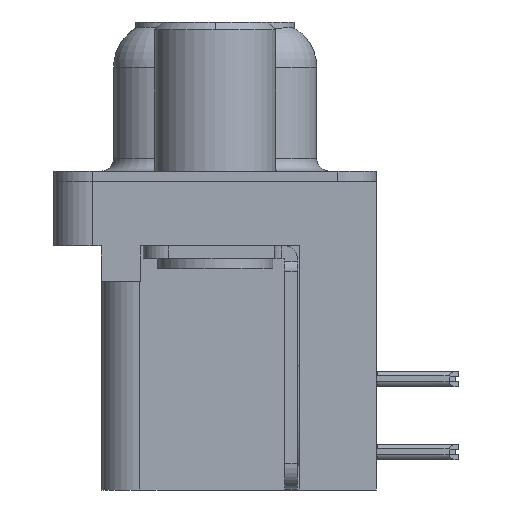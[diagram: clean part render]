
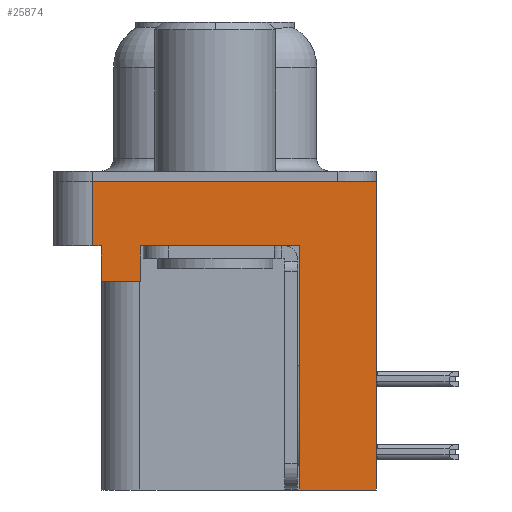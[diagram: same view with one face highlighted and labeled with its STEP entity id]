
A CAD part, left-side view. The second image highlights one B-rep face of the part: STEP entity #25874.
In plain terms, the highlighted planar face has unit normal (-1, 0, 0).
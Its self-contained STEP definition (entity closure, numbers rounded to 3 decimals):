
#33 = EDGE_CURVE ( 'NONE', #17913, #3683, #18126, .T. ) ;
#701 = CARTESIAN_POINT ( 'NONE',  ( -2.935, 2.895, -3.9 ) ) ;
#1088 = DIRECTION ( 'NONE',  ( 0., 0., 1. ) ) ;
#1105 = VECTOR ( 'NONE', #14129, 1000. ) ;
#1495 = ORIENTED_EDGE ( 'NONE', *, *, #8133, .T. ) ;
#1923 = EDGE_CURVE ( 'NONE', #15115, #24045, #27722, .T. ) ;
#2087 = DIRECTION ( 'NONE',  ( -1., 0., 0. ) ) ;
#2385 = VERTEX_POINT ( 'NONE', #22813 ) ;
#2542 = VERTEX_POINT ( 'NONE', #5406 ) ;
#3388 = VECTOR ( 'NONE', #27528, 1000. ) ;
#3480 = LINE ( 'NONE', #16514, #26886 ) ;
#3683 = VERTEX_POINT ( 'NONE', #19072 ) ;
#3700 = DIRECTION ( 'NONE',  ( 0., 1., 0. ) ) ;
#5320 = VECTOR ( 'NONE', #13248, 1000. ) ;
#5406 = CARTESIAN_POINT ( 'NONE',  ( -2.935, 2.895, -2.5 ) ) ;
#5570 = CARTESIAN_POINT ( 'NONE',  ( -2.935, -6.275, 0. ) ) ;
#5908 = DIRECTION ( 'NONE',  ( 0., 0., 1. ) ) ;
#6067 = EDGE_CURVE ( 'NONE', #12441, #6702, #10454, .T. ) ;
#6082 = CARTESIAN_POINT ( 'NONE',  ( -2.935, 4.775, -2.5 ) ) ;
#6702 = VERTEX_POINT ( 'NONE', #12830 ) ;
#6742 = ORIENTED_EDGE ( 'NONE', *, *, #21441, .F. ) ;
#7226 = VECTOR ( 'NONE', #8573, 1000. ) ;
#7276 = VECTOR ( 'NONE', #3700, 1000. ) ;
#7280 = ORIENTED_EDGE ( 'NONE', *, *, #24500, .F. ) ;
#7442 = ORIENTED_EDGE ( 'NONE', *, *, #11370, .T. ) ;
#7487 = ORIENTED_EDGE ( 'NONE', *, *, #19785, .F. ) ;
#7583 = ORIENTED_EDGE ( 'NONE', *, *, #1923, .T. ) ;
#8133 = EDGE_CURVE ( 'NONE', #17913, #6702, #28336, .T. ) ;
#8573 = DIRECTION ( 'NONE',  ( 0., 1., 0. ) ) ;
#8640 = EDGE_CURVE ( 'NONE', #18023, #2542, #3480, .T. ) ;
#8752 = CARTESIAN_POINT ( 'NONE',  ( -2.935, -6.275, -2.5 ) ) ;
#9552 = DIRECTION ( 'NONE',  ( 0., 0., 1. ) ) ;
#9555 = DIRECTION ( 'NONE',  ( 0., 0., 1. ) ) ;
#9581 = CARTESIAN_POINT ( 'NONE',  ( -2.935, 4.425, -3.9 ) ) ;
#9918 = ORIENTED_EDGE ( 'NONE', *, *, #8640, .T. ) ;
#10453 = ORIENTED_EDGE ( 'NONE', *, *, #6067, .F. ) ;
#10454 = LINE ( 'NONE', #22792, #19098 ) ;
#11196 = ORIENTED_EDGE ( 'NONE', *, *, #23534, .F. ) ;
#11370 = EDGE_CURVE ( 'NONE', #2542, #2385, #11996, .T. ) ;
#11545 = ORIENTED_EDGE ( 'NONE', *, *, #33, .F. ) ;
#11996 = LINE ( 'NONE', #8752, #20309 ) ;
#12441 = VERTEX_POINT ( 'NONE', #9581 ) ;
#12785 = LINE ( 'NONE', #14664, #7276 ) ;
#12830 = CARTESIAN_POINT ( 'NONE',  ( -2.935, 4.425, -2.5 ) ) ;
#13248 = DIRECTION ( 'NONE',  ( 0., 0., 1. ) ) ;
#13344 = CARTESIAN_POINT ( 'NONE',  ( -2.935, -6.275, -2.5 ) ) ;
#14129 = DIRECTION ( 'NONE',  ( 0., -1., 0. ) ) ;
#14224 = CARTESIAN_POINT ( 'NONE',  ( -2.935, 4.775, -2.5 ) ) ;
#14664 = CARTESIAN_POINT ( 'NONE',  ( -2.935, 4.425, -3.9 ) ) ;
#15115 = VERTEX_POINT ( 'NONE', #20570 ) ;
#16178 = VERTEX_POINT ( 'NONE', #24976 ) ;
#16514 = CARTESIAN_POINT ( 'NONE',  ( -2.935, 2.895, -3.9 ) ) ;
#16741 = FACE_OUTER_BOUND ( 'NONE', #19741, .T. ) ;
#17429 = VECTOR ( 'NONE', #9555, 1000. ) ;
#17913 = VERTEX_POINT ( 'NONE', #6082 ) ;
#18023 = VERTEX_POINT ( 'NONE', #701 ) ;
#18126 = LINE ( 'NONE', #14224, #17429 ) ;
#18321 = AXIS2_PLACEMENT_3D ( 'NONE', #26213, #2087, #19505 ) ;
#18801 = VECTOR ( 'NONE', #5908, 1000. ) ;
#19072 = CARTESIAN_POINT ( 'NONE',  ( -2.935, 4.775, 0. ) ) ;
#19098 = VECTOR ( 'NONE', #1088, 1000. ) ;
#19505 = DIRECTION ( 'NONE',  ( 0., 0., 1. ) ) ;
#19717 = CARTESIAN_POINT ( 'NONE',  ( -2.935, -6.275, 0. ) ) ;
#19741 = EDGE_LOOP ( 'NONE', ( #11196, #11545, #1495, #10453, #7487, #9918, #7442, #7280, #6742, #7583 ) ) ;
#19785 = EDGE_CURVE ( 'NONE', #18023, #12441, #12785, .T. ) ;
#20309 = VECTOR ( 'NONE', #22464, 1000. ) ;
#20312 = CARTESIAN_POINT ( 'NONE',  ( -2.935, -6.275, -2.5 ) ) ;
#20570 = CARTESIAN_POINT ( 'NONE',  ( -2.935, -6.275, -12. ) ) ;
#21441 = EDGE_CURVE ( 'NONE', #15115, #16178, #22715, .T. ) ;
#21817 = CARTESIAN_POINT ( 'NONE',  ( -2.935, -3.295, -12. ) ) ;
#22464 = DIRECTION ( 'NONE',  ( 0., -1., 0. ) ) ;
#22715 = LINE ( 'NONE', #21817, #7226 ) ;
#22792 = CARTESIAN_POINT ( 'NONE',  ( -2.935, 4.425, -3.9 ) ) ;
#22813 = CARTESIAN_POINT ( 'NONE',  ( -2.935, -3.295, -2.5 ) ) ;
#23534 = EDGE_CURVE ( 'NONE', #3683, #24045, #25023, .T. ) ;
#24045 = VERTEX_POINT ( 'NONE', #19717 ) ;
#24177 = PLANE ( 'NONE',  #18321 ) ;
#24500 = EDGE_CURVE ( 'NONE', #16178, #2385, #24632, .T. ) ;
#24632 = LINE ( 'NONE', #28359, #18801 ) ;
#24976 = CARTESIAN_POINT ( 'NONE',  ( -2.935, -3.295, -12. ) ) ;
#25023 = LINE ( 'NONE', #5570, #3388 ) ;
#25874 = ADVANCED_FACE ( 'NONE', ( #16741 ), #24177, .T. ) ;
#26213 = CARTESIAN_POINT ( 'NONE',  ( -2.935, -6.275, -2.5 ) ) ;
#26886 = VECTOR ( 'NONE', #9552, 1000. ) ;
#27528 = DIRECTION ( 'NONE',  ( 0., -1., 0. ) ) ;
#27722 = LINE ( 'NONE', #13344, #5320 ) ;
#28336 = LINE ( 'NONE', #20312, #1105 ) ;
#28359 = CARTESIAN_POINT ( 'NONE',  ( -2.935, -3.295, -12. ) ) ;
